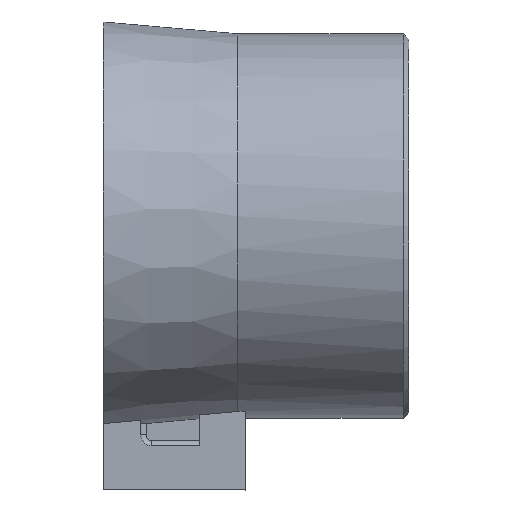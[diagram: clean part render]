
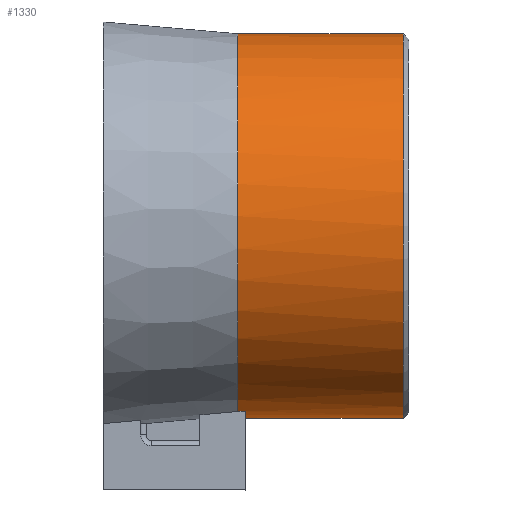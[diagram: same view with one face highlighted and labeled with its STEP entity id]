
A CAD part, top view. The second image highlights one B-rep face of the part: STEP entity #1330.
In plain terms, the highlighted cylindrical face has radius 17.5 mm (diameter 35 mm), a partial arc.
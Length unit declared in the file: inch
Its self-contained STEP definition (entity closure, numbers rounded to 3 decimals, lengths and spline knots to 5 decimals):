
#5 = EDGE_CURVE ( 'NONE', #1323, #272, #149, .T. ) ;
#9 = DIRECTION ( 'NONE',  ( 0., 0., -1. ) ) ;
#52 = EDGE_CURVE ( 'NONE', #1005, #980, #1204, .T. ) ;
#149 = CIRCLE ( 'NONE', #1274, 0.68898 ) ;
#183 = CARTESIAN_POINT ( 'NONE',  ( 0.00847, 0.68898, 0. ) ) ;
#214 = DIRECTION ( 'NONE',  ( 0., 0., -1. ) ) ;
#223 = CARTESIAN_POINT ( 'NONE',  ( -0.26969, 0., 0. ) ) ;
#224 = B_SPLINE_CURVE_WITH_KNOTS ( 'NONE', 3,
 ( #661, #423, #296, #291 ),
 .UNSPECIFIED., .F., .F.,
 ( 4, 4 ),
 ( 0., 0.00072 ),
 .UNSPECIFIED. ) ;
#263 = FACE_OUTER_BOUND ( 'NONE', #399, .T. ) ;
#272 = VERTEX_POINT ( 'NONE', #446 ) ;
#285 = EDGE_CURVE ( 'NONE', #980, #510, #1325, .T. ) ;
#286 = ORIENTED_EDGE ( 'NONE', *, *, #52, .F. ) ;
#291 = CARTESIAN_POINT ( 'NONE',  ( -0.29803, -0.66421, 0.18307 ) ) ;
#296 = CARTESIAN_POINT ( 'NONE',  ( -0.28858, -0.66421, 0.18307 ) ) ;
#301 = AXIS2_PLACEMENT_3D ( 'NONE', #1151, #919, #214 ) ;
#351 = EDGE_CURVE ( 'NONE', #1161, #1005, #804, .T. ) ;
#380 = ORIENTED_EDGE ( 'NONE', *, *, #5, .F. ) ;
#395 = CARTESIAN_POINT ( 'NONE',  ( -0.29803, -0.66421, 0.18307 ) ) ;
#399 = EDGE_LOOP ( 'NONE', ( #380, #1442, #881, #286, #983, #927 ) ) ;
#423 = CARTESIAN_POINT ( 'NONE',  ( -0.27913, -0.66421, 0.18307 ) ) ;
#446 = CARTESIAN_POINT ( 'NONE',  ( -0.26969, -0.66421, 0.18307 ) ) ;
#456 = VECTOR ( 'NONE', #1433, 39.37008 ) ;
#510 = VERTEX_POINT ( 'NONE', #838 ) ;
#558 = DIRECTION ( 'NONE',  ( 0., 0., 1. ) ) ;
#583 = DIRECTION ( 'NONE',  ( -1., 0., 0. ) ) ;
#605 = CARTESIAN_POINT ( 'NONE',  ( 0.29528, -0.68898, 0. ) ) ;
#612 = CARTESIAN_POINT ( 'NONE',  ( 0.00847, 0., 0. ) ) ;
#614 = DIRECTION ( 'NONE',  ( -1., 0., 0. ) ) ;
#661 = CARTESIAN_POINT ( 'NONE',  ( -0.26969, -0.66421, 0.18307 ) ) ;
#720 = CARTESIAN_POINT ( 'NONE',  ( -0.26969, -0.68898, 0. ) ) ;
#804 = CIRCLE ( 'NONE', #1135, 0.68898 ) ;
#838 = CARTESIAN_POINT ( 'NONE',  ( 0.29528, -0.68898, 0. ) ) ;
#881 = ORIENTED_EDGE ( 'NONE', *, *, #285, .F. ) ;
#919 = DIRECTION ( 'NONE',  ( 1., 0., 0. ) ) ;
#927 = ORIENTED_EDGE ( 'NONE', *, *, #1389, .F. ) ;
#945 = DIRECTION ( 'NONE',  ( 0., 0., -1. ) ) ;
#980 = VERTEX_POINT ( 'NONE', #1351 ) ;
#983 = ORIENTED_EDGE ( 'NONE', *, *, #351, .F. ) ;
#1005 = VERTEX_POINT ( 'NONE', #1064 ) ;
#1009 = EDGE_CURVE ( 'NONE', #510, #1323, #1406, .T. ) ;
#1053 = DIRECTION ( 'NONE',  ( -1., 0., 0. ) ) ;
#1064 = CARTESIAN_POINT ( 'NONE',  ( -0.29803, 0.68898, 0. ) ) ;
#1135 = AXIS2_PLACEMENT_3D ( 'NONE', #1287, #614, #945 ) ;
#1151 = CARTESIAN_POINT ( 'NONE',  ( 0.29528, 0., 0. ) ) ;
#1161 = VERTEX_POINT ( 'NONE', #395 ) ;
#1162 = DIRECTION ( 'NONE',  ( -1., 0., 0. ) ) ;
#1174 = CYLINDRICAL_SURFACE ( 'NONE', #1211, 0.68898 ) ;
#1204 = LINE ( 'NONE', #183, #456 ) ;
#1211 = AXIS2_PLACEMENT_3D ( 'NONE', #612, #1053, #9 ) ;
#1274 = AXIS2_PLACEMENT_3D ( 'NONE', #223, #1162, #558 ) ;
#1287 = CARTESIAN_POINT ( 'NONE',  ( -0.29803, 0., 0. ) ) ;
#1323 = VERTEX_POINT ( 'NONE', #720 ) ;
#1325 = CIRCLE ( 'NONE', #301, 0.68898 ) ;
#1330 = ADVANCED_FACE ( 'NONE', ( #263 ), #1174, .T. ) ;
#1351 = CARTESIAN_POINT ( 'NONE',  ( 0.29528, 0.68898, 0. ) ) ;
#1389 = EDGE_CURVE ( 'NONE', #272, #1161, #224, .T. ) ;
#1406 = LINE ( 'NONE', #605, #1472 ) ;
#1433 = DIRECTION ( 'NONE',  ( 1., 0., 0. ) ) ;
#1442 = ORIENTED_EDGE ( 'NONE', *, *, #1009, .F. ) ;
#1472 = VECTOR ( 'NONE', #583, 39.37008 ) ;
